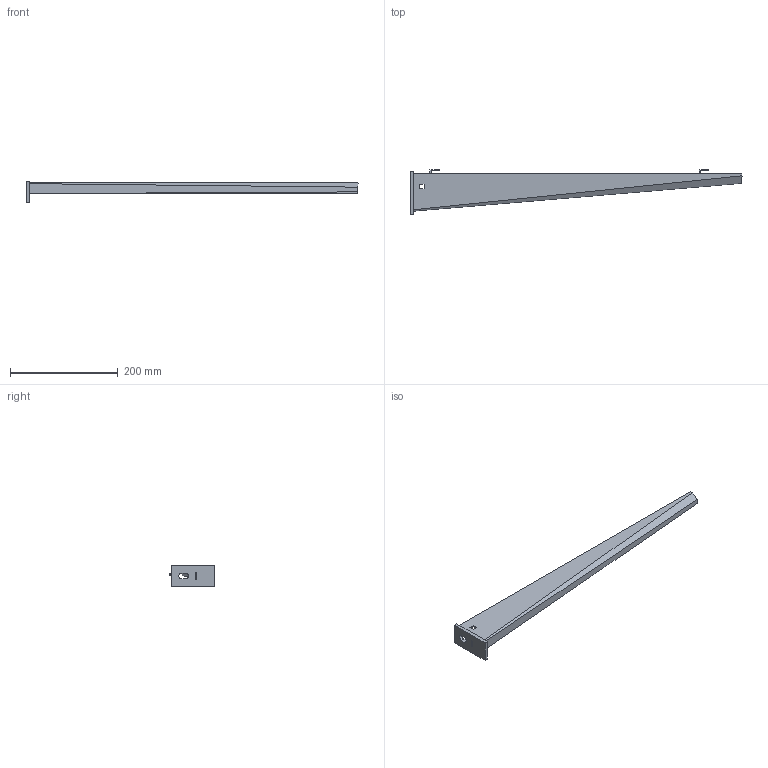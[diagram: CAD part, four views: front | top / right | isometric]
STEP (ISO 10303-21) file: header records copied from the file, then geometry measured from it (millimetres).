
FILE_DESCRIPTION (( 'STEP AP214' ), '1' );
FILE_NAME ('6420652.stp', '2020-09-21T09:34:59', ( '' ), ( '' ), 'SwSTEP 2.0', 'SolidWorks 2020', '' );
FILE_SCHEMA (( 'AUTOMOTIVE_DESIGN' ));
Length unit declared in the file: millimetre
Products named in the file (3): 6420652; KTS 04.020-031_80x40x6; 142271_Standard
Assembly tree (2 placements, depth 2):
  6420652
    KTS 04.020-031_80x40x6
    142271_Standard
Bounding box: 616.05 x 85.18 x 40 mm (x, y, z)
Volume: 110111.2 mm3; surface area: 102959 mm2
Topology: 2 solids, 2 shells, 170 faces, 478 edges, 318 vertices
Faces by surface type: plane 135, bspline 27, cylinder 8
Entity records: 6107 total; most frequent: CARTESIAN_POINT 1851, ORIENTED_EDGE 956, DIRECTION 702, EDGE_CURVE 478, VECTOR 374, LINE 374, VERTEX_POINT 318, EDGE_LOOP 184
